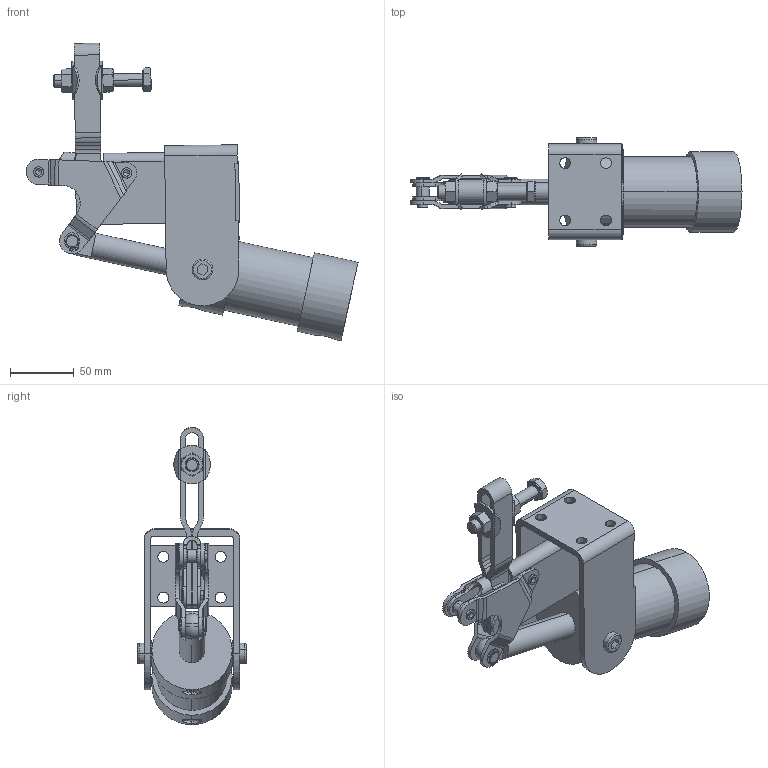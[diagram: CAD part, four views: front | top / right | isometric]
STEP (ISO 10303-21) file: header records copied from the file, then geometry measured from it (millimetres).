
FILE_DESCRIPTION((''),'2;1');
FILE_NAME('714.stp','2005-09-28T10:40:25',('CAD'),(''),'Autodesk Inventor 8','Autodesk Inventor 8','');
FILE_SCHEMA(('AUTOMOTIVE_DESIGN { 1 0 10303 214 1 1 1 1 }'));
Length unit declared in the file: millimetre
Products named in the file (21): R714D1; 714R01D1; Welds_5; 714-01D1XD01; 714-01D1XD02; 214.0-02D1; 714-03E1; 214.0-04D1; PODLOŽKA 800 115; 714-06E1; 714-07E1; 714-08E1; N 10x16 [D=5][d=4][d1=5][L=16][k=1,2][L1=3][R1=0,5][R=0,6]; N 10x22 [D=5][d=4][d1=5][L=22][k=1,2][L1=3][R1=0,5][R=0,6]; P 10x8x8 [D=10,25 mm][L=7,8 mm][d=8,04 mm]; P 10x8x14 [D=10,25 mm][L=13,8 mm][d=8,04 mm]; Šroub se šestihrannou hlavou ISO 4017 - M10x70; Matice ISO 4032 M10; Kroužek 10 ÈSN 022930; Šroub s vnitøním šestihranem DIN 912 - M10 x 16; VÁLEC PV50-70 2000055850500070
Assembly tree (29 placements, depth 3):
  R714D1
    714R01D1
      Welds_5
      714-01D1XD01
      714-01D1XD02
    214.0-02D1
    714-03E1
    214.0-04D1
    PODLOŽKA 800 115  x2
    714-06E1
    714-07E1
    714-08E1  x2
    N 10x16 [D=5][d=4][d1=5][L=16][k=1,2][L1=3][R1=0,5][R=0,6]  x2
    N 10x22 [D=5][d=4][d1=5][L=22][k=1,2][L1=3][R1=0,5][R=0,6]  x2
    P 10x8x8 [D=10,25 mm][L=7,8 mm][d=8,04 mm]  x2
    P 10x8x14 [D=10,25 mm][L=13,8 mm][d=8,04 mm]  x2
    Šroub se šestihrannou hlavou ISO 4017 - M10x70
    Matice ISO 4032 M10  x2
    Kroužek 10 ÈSN 022930  x2
    Šroub s vnitøním šestihranem DIN 912 - M10 x 16  x2
    VÁLEC PV50-70 2000055850500070
Bounding box: 260.41 x 85 x 233.35 mm (x, y, z)
Volume: 577549.5 mm3; surface area: 158459.5 mm2
Topology: 27 solids, 27 shells, 1562 faces, 3797 edges, 2298 vertices
Faces by surface type: plane 755, cone 354, cylinder 261, bspline 178, torus 12, sphere 2
Entity records: 32648 total; most frequent: CARTESIAN_POINT 10175, ORIENTED_EDGE 4724, DIRECTION 4588, EDGE_CURVE 2362, AXIS2_PLACEMENT_3D 1738, VERTEX_POINT 1456, VECTOR 1112, LINE 1112
